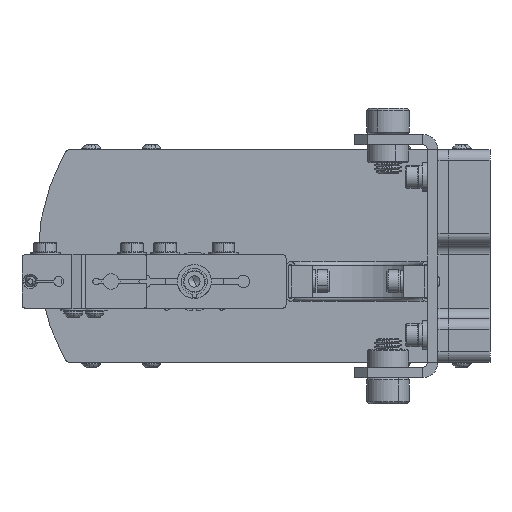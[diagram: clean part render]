
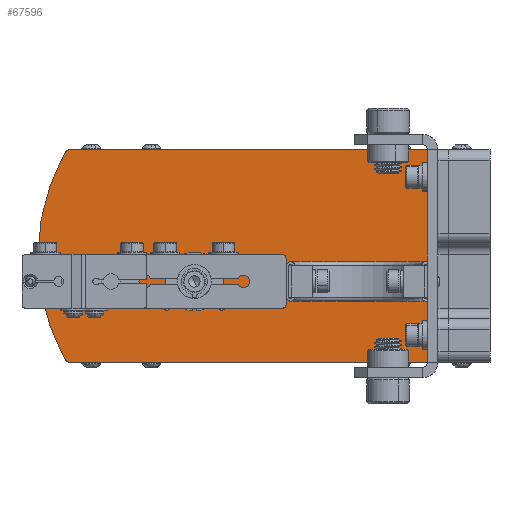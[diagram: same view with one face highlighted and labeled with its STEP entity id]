
A CAD part, front view. The second image highlights one B-rep face of the part: STEP entity #67596.
In plain terms, the highlighted planar face has unit normal (0, -1, 0).
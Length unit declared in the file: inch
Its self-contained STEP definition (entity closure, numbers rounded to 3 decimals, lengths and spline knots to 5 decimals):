
#45 = ORIENTED_EDGE ( 'NONE', *, *, #30227, .T. ) ;
#550 = CARTESIAN_POINT ( 'NONE',  ( -8.29816, -4.78757, 2.22886 ) ) ;
#572 = ORIENTED_EDGE ( 'NONE', *, *, #64443, .F. ) ;
#840 = ORIENTED_EDGE ( 'NONE', *, *, #49310, .F. ) ;
#1848 = CARTESIAN_POINT ( 'NONE',  ( -6.53286, -4.78757, 0.42786 ) ) ;
#2064 = DIRECTION ( 'NONE',  ( -1., 0., 0. ) ) ;
#3106 = DIRECTION ( 'NONE',  ( 0., -1., 0. ) ) ;
#3612 = AXIS2_PLACEMENT_3D ( 'NONE', #58385, #24867, #64027 ) ;
#4059 = EDGE_CURVE ( 'NONE', #13487, #54739, #24633, .T. ) ;
#5510 = LINE ( 'NONE', #41000, #63369 ) ;
#6162 = DIRECTION ( 'NONE',  ( 0., 0., 1. ) ) ;
#6241 = VERTEX_POINT ( 'NONE', #20144 ) ;
#7713 = DIRECTION ( 'NONE',  ( 0., 0., -1. ) ) ;
#8157 = AXIS2_PLACEMENT_3D ( 'NONE', #31274, #70481, #36934 ) ;
#8651 = CARTESIAN_POINT ( 'NONE',  ( -8.30216, -4.78757, -0.25918 ) ) ;
#10157 = CARTESIAN_POINT ( 'NONE',  ( -7.13036, -4.78757, 0.42786 ) ) ;
#10448 = EDGE_CURVE ( 'NONE', #44277, #14755, #29739, .T. ) ;
#11428 = VECTOR ( 'NONE', #60690, 39.37008 ) ;
#11461 = VERTEX_POINT ( 'NONE', #39939 ) ;
#12473 = LINE ( 'NONE', #15187, #40596 ) ;
#13317 = AXIS2_PLACEMENT_3D ( 'NONE', #30485, #69715, #36143 ) ;
#13487 = VERTEX_POINT ( 'NONE', #21047 ) ;
#13631 = CIRCLE ( 'NONE', #8157, 0.062 ) ;
#13734 = CARTESIAN_POINT ( 'NONE',  ( -8.35223, -4.78757, -0.22748 ) ) ;
#13851 = CARTESIAN_POINT ( 'NONE',  ( -7.13036, -4.78757, 0.99276 ) ) ;
#14137 = ORIENTED_EDGE ( 'NONE', *, *, #69398, .F. ) ;
#14237 = DIRECTION ( 'NONE',  ( 0., 0., 1. ) ) ;
#14755 = VERTEX_POINT ( 'NONE', #65444 ) ;
#15187 = CARTESIAN_POINT ( 'NONE',  ( -8.30216, -4.78757, -0.25914 ) ) ;
#15772 = DIRECTION ( 'NONE',  ( 0., 0., -1. ) ) ;
#15805 = CARTESIAN_POINT ( 'NONE',  ( -6.47036, -4.78757, 0.99276 ) ) ;
#16520 = ORIENTED_EDGE ( 'NONE', *, *, #27237, .F. ) ;
#16878 = AXIS2_PLACEMENT_3D ( 'NONE', #13851, #53065, #19504 ) ;
#18235 = VERTEX_POINT ( 'NONE', #49560 ) ;
#19504 = DIRECTION ( 'NONE',  ( 0., 0., -1. ) ) ;
#19653 = CARTESIAN_POINT ( 'NONE',  ( -8.29816, -4.78757, 2.29086 ) ) ;
#19868 = CIRCLE ( 'NONE', #59516, 0.0625 ) ;
#19869 = CARTESIAN_POINT ( 'NONE',  ( -6.47036, -4.78757, 0.42786 ) ) ;
#19918 = CARTESIAN_POINT ( 'NONE',  ( -7.13036, -4.78757, 0.93026 ) ) ;
#20144 = CARTESIAN_POINT ( 'NONE',  ( -4.00216, -4.78757, -0.25914 ) ) ;
#21047 = CARTESIAN_POINT ( 'NONE',  ( -6.47036, -4.78757, 0.93026 ) ) ;
#21423 = EDGE_CURVE ( 'NONE', #6241, #66706, #12473, .T. ) ;
#21442 = DIRECTION ( 'NONE',  ( 0., 0., 1. ) ) ;
#21858 = FACE_BOUND ( 'NONE', #50950, .T. ) ;
#21988 = EDGE_CURVE ( 'NONE', #72199, #61625, #61336, .T. ) ;
#24016 = CIRCLE ( 'NONE', #28085, 0.062 ) ;
#24236 = VECTOR ( 'NONE', #65585, 39.37008 ) ;
#24283 = DIRECTION ( 'NONE',  ( 1., 0., 0. ) ) ;
#24633 = CIRCLE ( 'NONE', #61569, 0.0625 ) ;
#24791 = CARTESIAN_POINT ( 'NONE',  ( -6.53286, -4.78757, 0.99276 ) ) ;
#24867 = DIRECTION ( 'NONE',  ( 0., -1., 0. ) ) ;
#25450 = CARTESIAN_POINT ( 'NONE',  ( -6.47036, -4.78757, 0.42786 ) ) ;
#25517 = DIRECTION ( 'NONE',  ( 0., 0., -1. ) ) ;
#27237 = EDGE_CURVE ( 'NONE', #14755, #51612, #19868, .T. ) ;
#28085 = AXIS2_PLACEMENT_3D ( 'NONE', #550, #39803, #6162 ) ;
#28379 = AXIS2_PLACEMENT_3D ( 'NONE', #8651, #47850, #14237 ) ;
#28764 = ORIENTED_EDGE ( 'NONE', *, *, #4059, .F. ) ;
#28826 = CARTESIAN_POINT ( 'NONE',  ( -8.29816, -4.78757, -0.25914 ) ) ;
#28827 = EDGE_CURVE ( 'NONE', #54739, #72199, #44641, .T. ) ;
#29273 = CIRCLE ( 'NONE', #3612, 2.54122 ) ;
#29580 = ORIENTED_EDGE ( 'NONE', *, *, #51886, .F. ) ;
#29739 = CIRCLE ( 'NONE', #13317, 0.0625 ) ;
#30227 = EDGE_CURVE ( 'NONE', #32157, #66706, #13631, .T. ) ;
#30485 = CARTESIAN_POINT ( 'NONE',  ( -7.13036, -4.78757, 0.42786 ) ) ;
#30687 = PLANE ( 'NONE',  #28379 ) ;
#31092 = DIRECTION ( 'NONE',  ( 0., 0., -1. ) ) ;
#31274 = CARTESIAN_POINT ( 'NONE',  ( -8.29816, -4.78757, -0.19714 ) ) ;
#32157 = VERTEX_POINT ( 'NONE', #13734 ) ;
#33365 = ORIENTED_EDGE ( 'NONE', *, *, #21423, .F. ) ;
#34051 = CARTESIAN_POINT ( 'NONE',  ( -6.47036, -4.78757, 0.36536 ) ) ;
#34372 = CARTESIAN_POINT ( 'NONE',  ( -8.35223, -4.78757, 2.25919 ) ) ;
#34403 = VECTOR ( 'NONE', #7713, 39.37008 ) ;
#35653 = CARTESIAN_POINT ( 'NONE',  ( -7.13036, -4.78757, 0.99276 ) ) ;
#36143 = DIRECTION ( 'NONE',  ( 0., 0., -1. ) ) ;
#36319 = ORIENTED_EDGE ( 'NONE', *, *, #28827, .F. ) ;
#36707 = CARTESIAN_POINT ( 'NONE',  ( -6.47036, -4.78757, 0.99276 ) ) ;
#36934 = DIRECTION ( 'NONE',  ( 0., 0., 1. ) ) ;
#37096 = EDGE_LOOP ( 'NONE', ( #56053, #45, #33365, #69895, #69192, #43660 ) ) ;
#37800 = CARTESIAN_POINT ( 'NONE',  ( -7.13036, -4.78757, 0.49036 ) ) ;
#37875 = VECTOR ( 'NONE', #21442, 39.37008 ) ;
#39803 = DIRECTION ( 'NONE',  ( 0., -1., 0. ) ) ;
#39939 = CARTESIAN_POINT ( 'NONE',  ( -6.47036, -4.78757, 0.49036 ) ) ;
#40541 = ORIENTED_EDGE ( 'NONE', *, *, #10448, .F. ) ;
#40596 = VECTOR ( 'NONE', #60228, 39.37008 ) ;
#40708 = ORIENTED_EDGE ( 'NONE', *, *, #51657, .F. ) ;
#41000 = CARTESIAN_POINT ( 'NONE',  ( -7.13036, -4.78757, 0.42786 ) ) ;
#41325 = CARTESIAN_POINT ( 'NONE',  ( -7.13036, -4.78757, 0.99276 ) ) ;
#42345 = DIRECTION ( 'NONE',  ( 0., 0., -1. ) ) ;
#42898 = CIRCLE ( 'NONE', #70599, 0.0625 ) ;
#43014 = LINE ( 'NONE', #66364, #11428 ) ;
#43338 = CARTESIAN_POINT ( 'NONE',  ( -8.30216, -4.78757, 2.29086 ) ) ;
#43660 = ORIENTED_EDGE ( 'NONE', *, *, #69097, .T. ) ;
#44277 = VERTEX_POINT ( 'NONE', #37800 ) ;
#44641 = LINE ( 'NONE', #35653, #66542 ) ;
#46009 = ORIENTED_EDGE ( 'NONE', *, *, #21988, .F. ) ;
#47850 = DIRECTION ( 'NONE',  ( 0., 1., 0. ) ) ;
#49310 = EDGE_CURVE ( 'NONE', #71663, #11461, #42898, .T. ) ;
#49362 = DIRECTION ( 'NONE',  ( 0., -1., 0. ) ) ;
#49560 = CARTESIAN_POINT ( 'NONE',  ( -4.00216, -4.78757, 2.29086 ) ) ;
#50950 = EDGE_LOOP ( 'NONE', ( #29580, #840, #572, #14137, #16520, #40541, #40708, #46009, #36319, #28764 ) ) ;
#51612 = VERTEX_POINT ( 'NONE', #68491 ) ;
#51657 = EDGE_CURVE ( 'NONE', #61625, #44277, #64161, .T. ) ;
#51886 = EDGE_CURVE ( 'NONE', #11461, #13487, #65861, .T. ) ;
#52326 = VERTEX_POINT ( 'NONE', #19653 ) ;
#53065 = DIRECTION ( 'NONE',  ( 0., -1., 0. ) ) ;
#54739 = VERTEX_POINT ( 'NONE', #24791 ) ;
#55856 = AXIS2_PLACEMENT_3D ( 'NONE', #25450, #64618, #31092 ) ;
#56034 = EDGE_CURVE ( 'NONE', #58373, #32157, #29273, .T. ) ;
#56053 = ORIENTED_EDGE ( 'NONE', *, *, #56034, .T. ) ;
#57054 = EDGE_CURVE ( 'NONE', #6241, #18235, #43014, .T. ) ;
#57895 = VERTEX_POINT ( 'NONE', #1848 ) ;
#58373 = VERTEX_POINT ( 'NONE', #34372 ) ;
#58385 = CARTESIAN_POINT ( 'NONE',  ( -6.13595, -4.78757, 1.01586 ) ) ;
#59037 = DIRECTION ( 'NONE',  ( 0., -1., 0. ) ) ;
#59516 = AXIS2_PLACEMENT_3D ( 'NONE', #10157, #49362, #15772 ) ;
#60228 = DIRECTION ( 'NONE',  ( -1., 0., 0. ) ) ;
#60690 = DIRECTION ( 'NONE',  ( 0., 0., 1. ) ) ;
#61336 = CIRCLE ( 'NONE', #16878, 0.0625 ) ;
#61569 = AXIS2_PLACEMENT_3D ( 'NONE', #36707, #3106, #42345 ) ;
#61625 = VERTEX_POINT ( 'NONE', #19918 ) ;
#63369 = VECTOR ( 'NONE', #24283, 39.37008 ) ;
#64027 = DIRECTION ( 'NONE',  ( 0., 0., 1. ) ) ;
#64161 = LINE ( 'NONE', #41325, #34403 ) ;
#64443 = EDGE_CURVE ( 'NONE', #57895, #71663, #68315, .T. ) ;
#64618 = DIRECTION ( 'NONE',  ( 0., -1., 0. ) ) ;
#64778 = FACE_OUTER_BOUND ( 'NONE', #37096, .T. ) ;
#65444 = CARTESIAN_POINT ( 'NONE',  ( -7.13036, -4.78757, 0.36536 ) ) ;
#65585 = DIRECTION ( 'NONE',  ( -1., 0., 0. ) ) ;
#65861 = LINE ( 'NONE', #15805, #37875 ) ;
#66059 = CARTESIAN_POINT ( 'NONE',  ( -7.06786, -4.78757, 0.99276 ) ) ;
#66364 = CARTESIAN_POINT ( 'NONE',  ( -4.00216, -4.78757, 2.29086 ) ) ;
#66542 = VECTOR ( 'NONE', #2064, 39.37008 ) ;
#66706 = VERTEX_POINT ( 'NONE', #28826 ) ;
#67596 = ADVANCED_FACE ( 'NONE', ( #21858, #64778 ), #30687, .F. ) ;
#68315 = CIRCLE ( 'NONE', #55856, 0.0625 ) ;
#68348 = EDGE_CURVE ( 'NONE', #18235, #52326, #68973, .T. ) ;
#68491 = CARTESIAN_POINT ( 'NONE',  ( -7.06786, -4.78757, 0.42786 ) ) ;
#68973 = LINE ( 'NONE', #43338, #24236 ) ;
#69097 = EDGE_CURVE ( 'NONE', #52326, #58373, #24016, .T. ) ;
#69192 = ORIENTED_EDGE ( 'NONE', *, *, #68348, .T. ) ;
#69398 = EDGE_CURVE ( 'NONE', #51612, #57895, #5510, .T. ) ;
#69715 = DIRECTION ( 'NONE',  ( 0., -1., 0. ) ) ;
#69895 = ORIENTED_EDGE ( 'NONE', *, *, #57054, .T. ) ;
#70481 = DIRECTION ( 'NONE',  ( 0., -1., 0. ) ) ;
#70599 = AXIS2_PLACEMENT_3D ( 'NONE', #19869, #59037, #25517 ) ;
#71663 = VERTEX_POINT ( 'NONE', #34051 ) ;
#72199 = VERTEX_POINT ( 'NONE', #66059 ) ;
